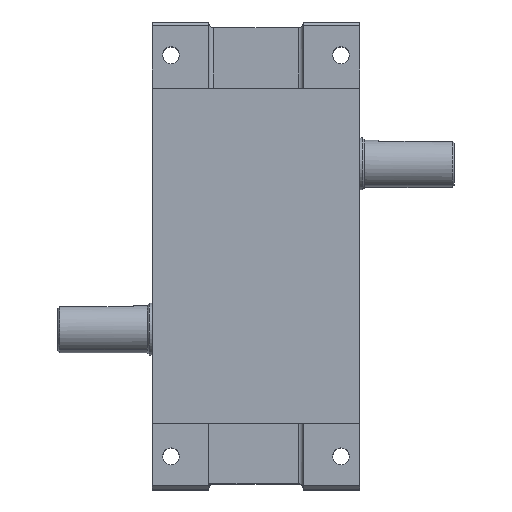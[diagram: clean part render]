
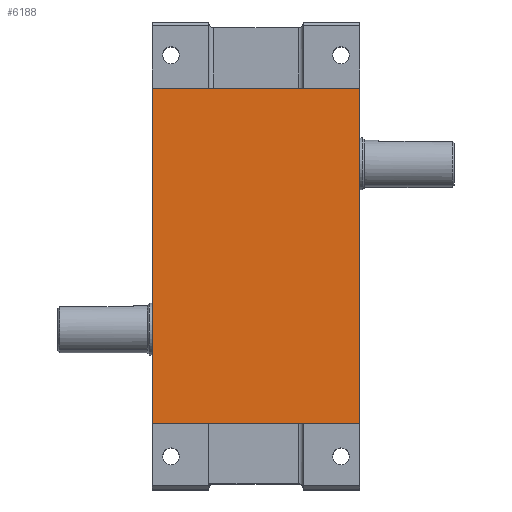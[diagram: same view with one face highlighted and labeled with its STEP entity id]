
A CAD part, top view. The second image highlights one B-rep face of the part: STEP entity #6188.
In plain terms, the highlighted planar face has unit normal (0, 0, 1).
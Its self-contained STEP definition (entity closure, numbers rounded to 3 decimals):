
#6052=CARTESIAN_POINT('Vertex',(-110.,80.,170.)) ;
#6066=CARTESIAN_POINT('Vertex',(-110.,-275.,170.)) ;
#6069=CARTESIAN_POINT('Line Origine',(-110.,-97.5,170.)) ;
#6097=CARTESIAN_POINT('Vertex',(110.,-275.,170.)) ;
#6100=CARTESIAN_POINT('Line Origine',(0.,-275.,170.)) ;
#6128=CARTESIAN_POINT('Vertex',(110.,80.,170.)) ;
#6131=CARTESIAN_POINT('Line Origine',(110.,-97.5,170.)) ;
#6153=CARTESIAN_POINT('Line Origine',(0.,80.,170.)) ;
#6177=CARTESIAN_POINT('Axis2P3D Location',(0.,0.,170.)) ;
#6070=DIRECTION('Vector Direction',(0.,-1.,0.)) ;
#6101=DIRECTION('Vector Direction',(1.,0.,0.)) ;
#6132=DIRECTION('Vector Direction',(0.,-1.,0.)) ;
#6154=DIRECTION('Vector Direction',(1.,0.,0.)) ;
#6178=DIRECTION('Axis2P3D Direction',(-0.,0.,1.)) ;
#6179=DIRECTION('Axis2P3D XDirection',(1.,0.,0.)) ;
#6180=AXIS2_PLACEMENT_3D('Plane Axis2P3D',#6177,#6178,#6179) ;
#6183=ORIENTED_EDGE('',*,*,#6073,.T.) ;
#6184=ORIENTED_EDGE('',*,*,#6104,.T.) ;
#6185=ORIENTED_EDGE('',*,*,#6135,.T.) ;
#6186=ORIENTED_EDGE('',*,*,#6157,.T.) ;
#6071=VECTOR('Line Direction',#6070,1.) ;
#6102=VECTOR('Line Direction',#6101,1.) ;
#6133=VECTOR('Line Direction',#6132,1.) ;
#6155=VECTOR('Line Direction',#6154,1.) ;
#6188=ADVANCED_FACE('\X2\672C9AD4\X0\.2',(#6187),#6181,.T.) ;
#6073=EDGE_CURVE('',#6053,#6067,#6072,.T.) ;
#6104=EDGE_CURVE('',#6067,#6098,#6103,.T.) ;
#6135=EDGE_CURVE('',#6098,#6129,#6134,.F.) ;
#6157=EDGE_CURVE('',#6129,#6053,#6156,.F.) ;
#6182=EDGE_LOOP('',(#6183,#6184,#6185,#6186)) ;
#6187=FACE_OUTER_BOUND('',#6182,.T.) ;
#6072=LINE('Line',#6069,#6071) ;
#6103=LINE('Line',#6100,#6102) ;
#6134=LINE('Line',#6131,#6133) ;
#6156=LINE('Line',#6153,#6155) ;
#6181=PLANE('Plane',#6180) ;
#6053=VERTEX_POINT('',#6052) ;
#6067=VERTEX_POINT('',#6066) ;
#6098=VERTEX_POINT('',#6097) ;
#6129=VERTEX_POINT('',#6128) ;
